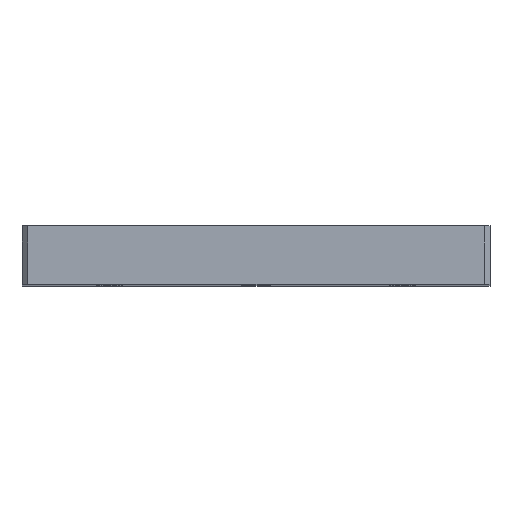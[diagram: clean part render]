
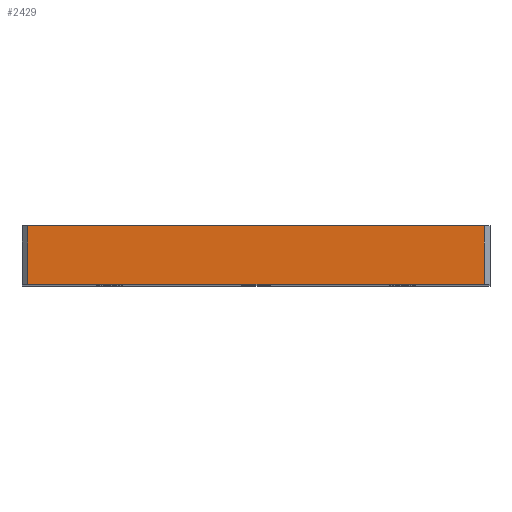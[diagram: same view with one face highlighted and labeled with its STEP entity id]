
A CAD part, top view. The second image highlights one B-rep face of the part: STEP entity #2429.
In plain terms, the highlighted planar face has unit normal (0, 0, 1).
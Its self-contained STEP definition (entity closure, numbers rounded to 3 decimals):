
#39 = AXIS2_PLACEMENT_3D ( 'NONE', #2723, #4586, #5453 ) ;
#137 = DIRECTION ( 'NONE',  ( -1., 0., 0. ) ) ;
#491 = EDGE_CURVE ( 'NONE', #1755, #1838, #4832, .T. ) ;
#524 = CARTESIAN_POINT ( 'NONE',  ( 28.281, -0.13, 262.5 ) ) ;
#687 = DIRECTION ( 'NONE',  ( 0., -1., 0. ) ) ;
#1068 = DIRECTION ( 'NONE',  ( -1., 0., 0. ) ) ;
#1426 = CARTESIAN_POINT ( 'NONE',  ( -49.719, -5.13, 262.5 ) ) ;
#1475 = VECTOR ( 'NONE', #5243, 1000. ) ;
#1755 = VERTEX_POINT ( 'NONE', #1426 ) ;
#1838 = VERTEX_POINT ( 'NONE', #1928 ) ;
#1928 = CARTESIAN_POINT ( 'NONE',  ( -49.719, 4.87, 262.5 ) ) ;
#1947 = ORIENTED_EDGE ( 'NONE', *, *, #5564, .T. ) ;
#2270 = PLANE ( 'NONE',  #39 ) ;
#2379 = LINE ( 'NONE', #524, #4657 ) ;
#2383 = LINE ( 'NONE', #4648, #4662 ) ;
#2429 = ADVANCED_FACE ( 'NONE', ( #2461 ), #2270, .F. ) ;
#2461 = FACE_OUTER_BOUND ( 'NONE', #3455, .T. ) ;
#2723 = CARTESIAN_POINT ( 'NONE',  ( 28.281, -5.13, 262.5 ) ) ;
#2927 = CARTESIAN_POINT ( 'NONE',  ( 28.281, 4.87, 262.5 ) ) ;
#3342 = ORIENTED_EDGE ( 'NONE', *, *, #5621, .F. ) ;
#3455 = EDGE_LOOP ( 'NONE', ( #5859, #1947, #4663, #3342 ) ) ;
#3773 = VERTEX_POINT ( 'NONE', #2927 ) ;
#4053 = VERTEX_POINT ( 'NONE', #5488 ) ;
#4586 = DIRECTION ( 'NONE',  ( 0., 0., -1. ) ) ;
#4648 = CARTESIAN_POINT ( 'NONE',  ( -10.719, 4.87, 262.5 ) ) ;
#4657 = VECTOR ( 'NONE', #687, 1000. ) ;
#4662 = VECTOR ( 'NONE', #137, 1000. ) ;
#4663 = ORIENTED_EDGE ( 'NONE', *, *, #491, .F. ) ;
#4806 = VECTOR ( 'NONE', #1068, 1000. ) ;
#4832 = LINE ( 'NONE', #5716, #1475 ) ;
#5020 = LINE ( 'NONE', #5626, #4806 ) ;
#5243 = DIRECTION ( 'NONE',  ( 0., 1., 0. ) ) ;
#5453 = DIRECTION ( 'NONE',  ( -1., 0., 0. ) ) ;
#5488 = CARTESIAN_POINT ( 'NONE',  ( 28.281, -5.13, 262.5 ) ) ;
#5564 = EDGE_CURVE ( 'NONE', #3773, #1838, #2383, .T. ) ;
#5621 = EDGE_CURVE ( 'NONE', #4053, #1755, #5020, .T. ) ;
#5626 = CARTESIAN_POINT ( 'NONE',  ( -10.719, -5.13, 262.5 ) ) ;
#5705 = EDGE_CURVE ( 'NONE', #3773, #4053, #2379, .T. ) ;
#5716 = CARTESIAN_POINT ( 'NONE',  ( -49.719, -0.13, 262.5 ) ) ;
#5859 = ORIENTED_EDGE ( 'NONE', *, *, #5705, .F. ) ;
